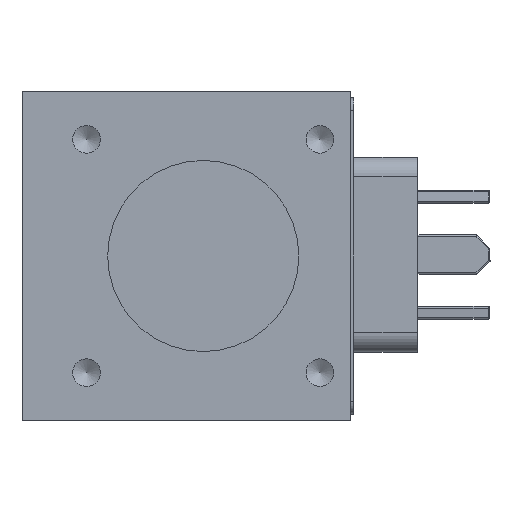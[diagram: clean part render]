
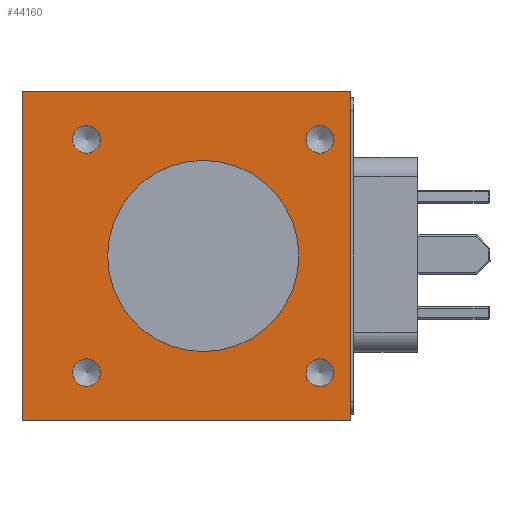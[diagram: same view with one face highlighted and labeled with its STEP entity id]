
A CAD part, left-side view. The second image highlights one B-rep face of the part: STEP entity #44160.
In plain terms, the highlighted planar face has unit normal (-1, 0, 0).
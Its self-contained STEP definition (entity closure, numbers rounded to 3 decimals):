
#1827 = VECTOR ( 'NONE', #11764, 1000. ) ;
#2351 = CARTESIAN_POINT ( 'NONE',  ( 0., 0., 0. ) ) ;
#3513 = CARTESIAN_POINT ( 'NONE',  ( 0., 40.05, -40.6 ) ) ;
#5239 = AXIS2_PLACEMENT_3D ( 'NONE', #30147, #29090, #13031 ) ;
#5877 = VERTEX_POINT ( 'NONE', #38576 ) ;
#5913 = CARTESIAN_POINT ( 'NONE',  ( 0., 49.85, -50. ) ) ;
#6896 = CARTESIAN_POINT ( 'NONE',  ( 0., 40.05, -7.3 ) ) ;
#7069 = CARTESIAN_POINT ( 'NONE',  ( 0., 40.05, -42.7 ) ) ;
#7121 = DIRECTION ( 'NONE',  ( 0., 0., -1. ) ) ;
#7365 = EDGE_CURVE ( 'NONE', #12233, #22014, #47707, .T. ) ;
#7607 = AXIS2_PLACEMENT_3D ( 'NONE', #14872, #31206, #47548 ) ;
#8187 = CARTESIAN_POINT ( 'NONE',  ( 0., 0., 0. ) ) ;
#8733 = PLANE ( 'NONE',  #34943 ) ;
#10400 = CARTESIAN_POINT ( 'NONE',  ( 0., 40.05, -5.2 ) ) ;
#11764 = DIRECTION ( 'NONE',  ( 0., 1., 0. ) ) ;
#11841 = CARTESIAN_POINT ( 'NONE',  ( 0., 49.85, 0. ) ) ;
#12233 = VERTEX_POINT ( 'NONE', #38042 ) ;
#12256 = FACE_BOUND ( 'NONE', #50796, .T. ) ;
#13031 = DIRECTION ( 'NONE',  ( 0., 0., 1. ) ) ;
#13064 = DIRECTION ( 'NONE',  ( 0., 0., -1. ) ) ;
#13155 = VERTEX_POINT ( 'NONE', #33785 ) ;
#13850 = CARTESIAN_POINT ( 'NONE',  ( 0., 49.85, 0. ) ) ;
#14160 = ORIENTED_EDGE ( 'NONE', *, *, #44124, .F. ) ;
#14872 = CARTESIAN_POINT ( 'NONE',  ( 0., 22.35, -25. ) ) ;
#15305 = VERTEX_POINT ( 'NONE', #8187 ) ;
#15432 = EDGE_CURVE ( 'NONE', #23615, #23615, #34376, .T. ) ;
#15676 = CARTESIAN_POINT ( 'NONE',  ( 0., 49.85, 0. ) ) ;
#15986 = ORIENTED_EDGE ( 'NONE', *, *, #27047, .T. ) ;
#19480 = LINE ( 'NONE', #2351, #39809 ) ;
#20304 = FACE_OUTER_BOUND ( 'NONE', #32346, .T. ) ;
#21138 = VECTOR ( 'NONE', #38413, 1000. ) ;
#21693 = CARTESIAN_POINT ( 'NONE',  ( 0., 4.65, -5.2 ) ) ;
#22014 = VERTEX_POINT ( 'NONE', #5913 ) ;
#23283 = DIRECTION ( 'NONE',  ( -1., 0., 0. ) ) ;
#23615 = VERTEX_POINT ( 'NONE', #3513 ) ;
#23906 = CIRCLE ( 'NONE', #28200, 2.1 ) ;
#24332 = FACE_BOUND ( 'NONE', #25096, .T. ) ;
#24360 = ORIENTED_EDGE ( 'NONE', *, *, #50475, .F. ) ;
#24504 = EDGE_CURVE ( 'NONE', #13155, #13155, #28355, .T. ) ;
#25096 = EDGE_LOOP ( 'NONE', ( #39564 ) ) ;
#26649 = ORIENTED_EDGE ( 'NONE', *, *, #15432, .F. ) ;
#27047 = EDGE_CURVE ( 'NONE', #15305, #47146, #48322, .T. ) ;
#28200 = AXIS2_PLACEMENT_3D ( 'NONE', #36184, #39931, #52519 ) ;
#28355 = CIRCLE ( 'NONE', #5239, 2.1 ) ;
#28917 = AXIS2_PLACEMENT_3D ( 'NONE', #6896, #23283, #39625 ) ;
#29090 = DIRECTION ( 'NONE',  ( -1., 0., 0. ) ) ;
#29333 = ORIENTED_EDGE ( 'NONE', *, *, #24504, .F. ) ;
#30147 = CARTESIAN_POINT ( 'NONE',  ( 0., 4.65, -42.7 ) ) ;
#30738 = CIRCLE ( 'NONE', #7607, 14.5 ) ;
#31063 = VERTEX_POINT ( 'NONE', #10400 ) ;
#31206 = DIRECTION ( 'NONE',  ( -1., 0., 0. ) ) ;
#31280 = EDGE_CURVE ( 'NONE', #49558, #49558, #23906, .T. ) ;
#32346 = EDGE_LOOP ( 'NONE', ( #42386, #41671, #24360, #15986 ) ) ;
#32691 = ORIENTED_EDGE ( 'NONE', *, *, #46122, .F. ) ;
#33785 = CARTESIAN_POINT ( 'NONE',  ( 0., 4.65, -40.6 ) ) ;
#34376 = CIRCLE ( 'NONE', #43773, 2.1 ) ;
#34943 = AXIS2_PLACEMENT_3D ( 'NONE', #13850, #37961, #13064 ) ;
#36184 = CARTESIAN_POINT ( 'NONE',  ( 0., 4.65, -7.3 ) ) ;
#36907 = FACE_BOUND ( 'NONE', #45367, .T. ) ;
#37160 = EDGE_LOOP ( 'NONE', ( #29333 ) ) ;
#37961 = DIRECTION ( 'NONE',  ( 1., 0., 0. ) ) ;
#38042 = CARTESIAN_POINT ( 'NONE',  ( 0., 0., -50. ) ) ;
#38413 = DIRECTION ( 'NONE',  ( 0., 0., -1. ) ) ;
#38576 = CARTESIAN_POINT ( 'NONE',  ( 0., 22.35, -10.5 ) ) ;
#39242 = DIRECTION ( 'NONE',  ( 0., 0., 1. ) ) ;
#39564 = ORIENTED_EDGE ( 'NONE', *, *, #31280, .F. ) ;
#39625 = DIRECTION ( 'NONE',  ( 0., 0., 1. ) ) ;
#39809 = VECTOR ( 'NONE', #7121, 1000. ) ;
#39931 = DIRECTION ( 'NONE',  ( -1., 0., 0. ) ) ;
#40128 = FACE_BOUND ( 'NONE', #43786, .T. ) ;
#41671 = ORIENTED_EDGE ( 'NONE', *, *, #7365, .F. ) ;
#42386 = ORIENTED_EDGE ( 'NONE', *, *, #43509, .T. ) ;
#43509 = EDGE_CURVE ( 'NONE', #47146, #22014, #46200, .T. ) ;
#43773 = AXIS2_PLACEMENT_3D ( 'NONE', #7069, #52097, #39242 ) ;
#43786 = EDGE_LOOP ( 'NONE', ( #14160 ) ) ;
#44124 = EDGE_CURVE ( 'NONE', #31063, #31063, #49442, .T. ) ;
#44160 = ADVANCED_FACE ( 'NONE', ( #24332, #40128, #20304, #36907, #48964, #12256 ), #8733, .F. ) ;
#45367 = EDGE_LOOP ( 'NONE', ( #26649 ) ) ;
#46122 = EDGE_CURVE ( 'NONE', #5877, #5877, #30738, .T. ) ;
#46200 = LINE ( 'NONE', #47248, #21138 ) ;
#46844 = VECTOR ( 'NONE', #47779, 1000. ) ;
#47146 = VERTEX_POINT ( 'NONE', #15676 ) ;
#47248 = CARTESIAN_POINT ( 'NONE',  ( 0., 49.85, -50. ) ) ;
#47548 = DIRECTION ( 'NONE',  ( 0., 0., 1. ) ) ;
#47707 = LINE ( 'NONE', #47967, #1827 ) ;
#47779 = DIRECTION ( 'NONE',  ( 0., 1., 0. ) ) ;
#47967 = CARTESIAN_POINT ( 'NONE',  ( 0., 49.85, -50. ) ) ;
#48322 = LINE ( 'NONE', #11841, #46844 ) ;
#48964 = FACE_BOUND ( 'NONE', #37160, .T. ) ;
#49442 = CIRCLE ( 'NONE', #28917, 2.1 ) ;
#49558 = VERTEX_POINT ( 'NONE', #21693 ) ;
#50475 = EDGE_CURVE ( 'NONE', #15305, #12233, #19480, .T. ) ;
#50796 = EDGE_LOOP ( 'NONE', ( #32691 ) ) ;
#52097 = DIRECTION ( 'NONE',  ( -1., 0., 0. ) ) ;
#52519 = DIRECTION ( 'NONE',  ( 0., 0., 1. ) ) ;
